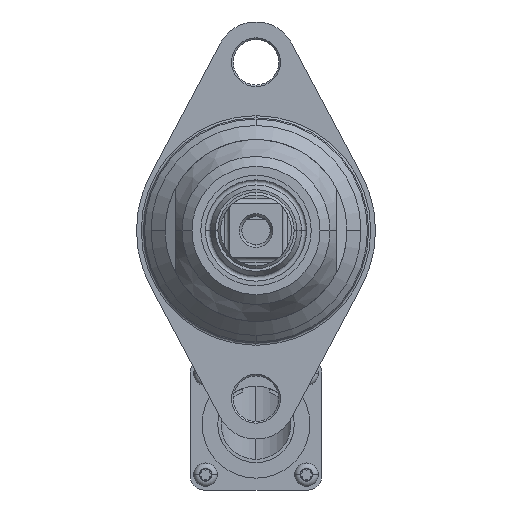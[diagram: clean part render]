
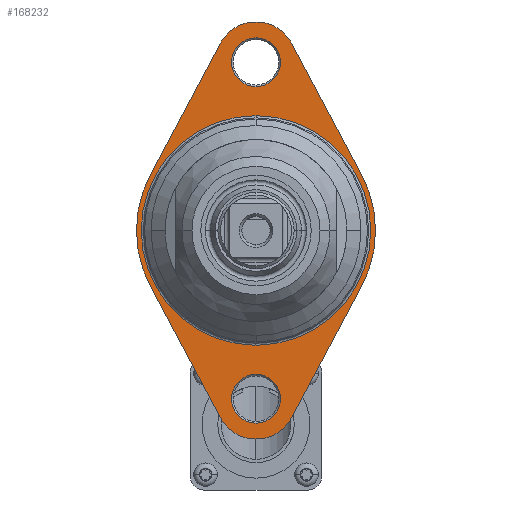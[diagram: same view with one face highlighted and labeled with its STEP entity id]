
A CAD part, left-side view. The second image highlights one B-rep face of the part: STEP entity #168232.
In plain terms, the highlighted planar face has unit normal (-1, 0, 0).
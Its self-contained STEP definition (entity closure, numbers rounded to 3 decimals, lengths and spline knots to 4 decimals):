
#149243=CARTESIAN_POINT('',(-10.1222,0.,1.5625));
#149244=DIRECTION('',(-1.,0.,0.));
#149245=DIRECTION('',(0.,-0.882,0.47));
#149246=AXIS2_PLACEMENT_3D('',#149243,#149244,#149245);
#149248=DIRECTION('',(0.,0.47,0.882));
#149249=VECTOR('',#149248,1.3788);
#149250=CARTESIAN_POINT('',(-10.1222,-0.9795,0.5221));
#149251=LINE('',#149250,#149249);
#149252=CARTESIAN_POINT('',(-10.1222,0.,0.));
#149253=DIRECTION('',(-1.,0.,0.));
#149254=DIRECTION('',(0.,-0.882,-0.47));
#149255=AXIS2_PLACEMENT_3D('',#149252,#149253,#149254);
#149257=DIRECTION('',(0.,-0.47,0.882));
#149258=VECTOR('',#149257,1.3788);
#149259=CARTESIAN_POINT('',(-10.1222,-0.3309,-1.7389));
#149260=LINE('',#149259,#149258);
#149261=CARTESIAN_POINT('',(-10.1222,0.,-1.5625));
#149262=DIRECTION('',(-1.,0.,0.));
#149263=DIRECTION('',(0.,0.882,-0.47));
#149264=AXIS2_PLACEMENT_3D('',#149261,#149262,#149263);
#149266=DIRECTION('',(0.,-0.47,-0.882));
#149267=VECTOR('',#149266,1.3788);
#149268=CARTESIAN_POINT('',(-10.1222,0.9795,-0.5221));
#149269=LINE('',#149268,#149267);
#149270=CARTESIAN_POINT('',(-10.1222,0.,0.));
#149271=DIRECTION('',(-1.,0.,0.));
#149272=DIRECTION('',(0.,0.882,0.47));
#149273=AXIS2_PLACEMENT_3D('',#149270,#149271,#149272);
#149275=DIRECTION('',(0.,0.47,-0.882));
#149276=VECTOR('',#149275,1.3788);
#149277=CARTESIAN_POINT('',(-10.1222,0.3309,1.7389));
#149278=LINE('',#149277,#149276);
#149279=CARTESIAN_POINT('',(-10.1222,0.,1.5625));
#149280=DIRECTION('',(1.,0.,0.));
#149281=DIRECTION('',(0.,0.,1.));
#149282=AXIS2_PLACEMENT_3D('',#149279,#149280,#149281);
#149297=CARTESIAN_POINT('',(-10.1222,0.,1.5625));
#149298=DIRECTION('',(1.,0.,0.));
#149299=DIRECTION('',(0.,0.,-1.));
#149300=AXIS2_PLACEMENT_3D('',#149297,#149298,#149299);
#149343=CARTESIAN_POINT('',(-10.1222,0.,-1.5625));
#149344=DIRECTION('',(-1.,0.,0.));
#149345=DIRECTION('',(0.,0.,-1.));
#149346=AXIS2_PLACEMENT_3D('',#149343,#149344,#149345);
#149361=CARTESIAN_POINT('',(-10.1222,0.,-1.5625));
#149362=DIRECTION('',(-1.,0.,0.));
#149363=DIRECTION('',(0.,0.,1.));
#149364=AXIS2_PLACEMENT_3D('',#149361,#149362,#149363);
#149407=CARTESIAN_POINT('',(-10.1222,0.,0.));
#149408=DIRECTION('',(-1.,0.,0.));
#149409=DIRECTION('',(0.,0.,-1.));
#149410=AXIS2_PLACEMENT_3D('',#149407,#149408,#149409);
#149422=CARTESIAN_POINT('',(-10.1222,0.,0.));
#149423=DIRECTION('',(-1.,0.,0.));
#149424=DIRECTION('',(0.,0.,1.));
#149425=AXIS2_PLACEMENT_3D('',#149422,#149423,#149424);
#158765=CARTESIAN_POINT('',(-10.1222,-0.3309,1.7389));
#158766=CARTESIAN_POINT('',(-10.1222,0.3309,1.7389));
#158767=VERTEX_POINT('',#158765);
#158768=VERTEX_POINT('',#158766);
#158769=CARTESIAN_POINT('',(-10.1222,0.9795,0.5221));
#158770=VERTEX_POINT('',#158769);
#158771=CARTESIAN_POINT('',(-10.1222,0.9795,-0.5221));
#158772=VERTEX_POINT('',#158771);
#158773=CARTESIAN_POINT('',(-10.1222,0.3309,-1.7389));
#158774=VERTEX_POINT('',#158773);
#158775=CARTESIAN_POINT('',(-10.1222,-0.3309,-1.7389));
#158776=VERTEX_POINT('',#158775);
#158777=CARTESIAN_POINT('',(-10.1222,-0.9795,-0.5221));
#158778=VERTEX_POINT('',#158777);
#158779=CARTESIAN_POINT('',(-10.1222,-0.9795,0.5221));
#158780=VERTEX_POINT('',#158779);
#158821=CARTESIAN_POINT('',(-10.1222,0.,1.336));
#158822=CARTESIAN_POINT('',(-10.1222,0.,1.789));
#158823=VERTEX_POINT('',#158821);
#158824=VERTEX_POINT('',#158822);
#158829=CARTESIAN_POINT('',(-10.1222,0.,-1.336));
#158830=CARTESIAN_POINT('',(-10.1222,0.,-1.789));
#158831=VERTEX_POINT('',#158829);
#158832=VERTEX_POINT('',#158830);
#158845=CARTESIAN_POINT('',(-10.1222,0.,-1.066));
#158846=CARTESIAN_POINT('',(-10.1222,0.,1.066));
#158847=VERTEX_POINT('',#158845);
#158848=VERTEX_POINT('',#158846);
#168199=CARTESIAN_POINT('',(-10.1222,0.,0.));
#168200=DIRECTION('',(-1.,0.,0.));
#168201=DIRECTION('',(0.,-1.,0.));
#168202=AXIS2_PLACEMENT_3D('',#168199,#168200,#168201);
#168203=PLANE('',#168202);
#168204=ORIENTED_EDGE('',*,*,#168095,.F.);
#168205=ORIENTED_EDGE('',*,*,#168110,.F.);
#168206=ORIENTED_EDGE('',*,*,#168124,.F.);
#168207=ORIENTED_EDGE('',*,*,#168138,.F.);
#168208=ORIENTED_EDGE('',*,*,#168152,.F.);
#168209=ORIENTED_EDGE('',*,*,#168166,.F.);
#168210=ORIENTED_EDGE('',*,*,#168180,.F.);
#168211=ORIENTED_EDGE('',*,*,#168193,.F.);
#168212=EDGE_LOOP('',(#168204,#168205,#168206,#168207,#168208,#168209,#168210,
#168211));
#168213=FACE_OUTER_BOUND('',#168212,.F.);
#168215=ORIENTED_EDGE('',*,*,#168214,.F.);
#168217=ORIENTED_EDGE('',*,*,#168216,.F.);
#168218=EDGE_LOOP('',(#168215,#168217));
#168219=FACE_BOUND('',#168218,.F.);
#168221=ORIENTED_EDGE('',*,*,#168220,.T.);
#168223=ORIENTED_EDGE('',*,*,#168222,.T.);
#168224=EDGE_LOOP('',(#168221,#168223));
#168225=FACE_BOUND('',#168224,.F.);
#168227=ORIENTED_EDGE('',*,*,#168226,.T.);
#168229=ORIENTED_EDGE('',*,*,#168228,.T.);
#168230=EDGE_LOOP('',(#168227,#168229));
#168231=FACE_BOUND('',#168230,.F.);
#168232=ADVANCED_FACE('',(#168213,#168219,#168225,#168231),#168203,.T.);
#149247=CIRCLE('',#149246,0.375);
#149256=CIRCLE('',#149255,1.11);
#149265=CIRCLE('',#149264,0.375);
#149274=CIRCLE('',#149273,1.11);
#149283=CIRCLE('',#149282,0.2265);
#149301=CIRCLE('',#149300,0.2265);
#149347=CIRCLE('',#149346,0.2265);
#149365=CIRCLE('',#149364,0.2265);
#149411=CIRCLE('',#149410,1.066);
#149426=CIRCLE('',#149425,1.066);
#168095=EDGE_CURVE('',#158767,#158768,#149247,.T.);
#168110=EDGE_CURVE('',#158780,#158767,#149251,.T.);
#168124=EDGE_CURVE('',#158778,#158780,#149256,.T.);
#168138=EDGE_CURVE('',#158776,#158778,#149260,.T.);
#168152=EDGE_CURVE('',#158774,#158776,#149265,.T.);
#168166=EDGE_CURVE('',#158772,#158774,#149269,.T.);
#168180=EDGE_CURVE('',#158770,#158772,#149274,.T.);
#168193=EDGE_CURVE('',#158768,#158770,#149278,.T.);
#168214=EDGE_CURVE('',#158824,#158823,#149283,.T.);
#168216=EDGE_CURVE('',#158823,#158824,#149301,.T.);
#168220=EDGE_CURVE('',#158832,#158831,#149347,.T.);
#168222=EDGE_CURVE('',#158831,#158832,#149365,.T.);
#168226=EDGE_CURVE('',#158847,#158848,#149411,.T.);
#168228=EDGE_CURVE('',#158848,#158847,#149426,.T.);
